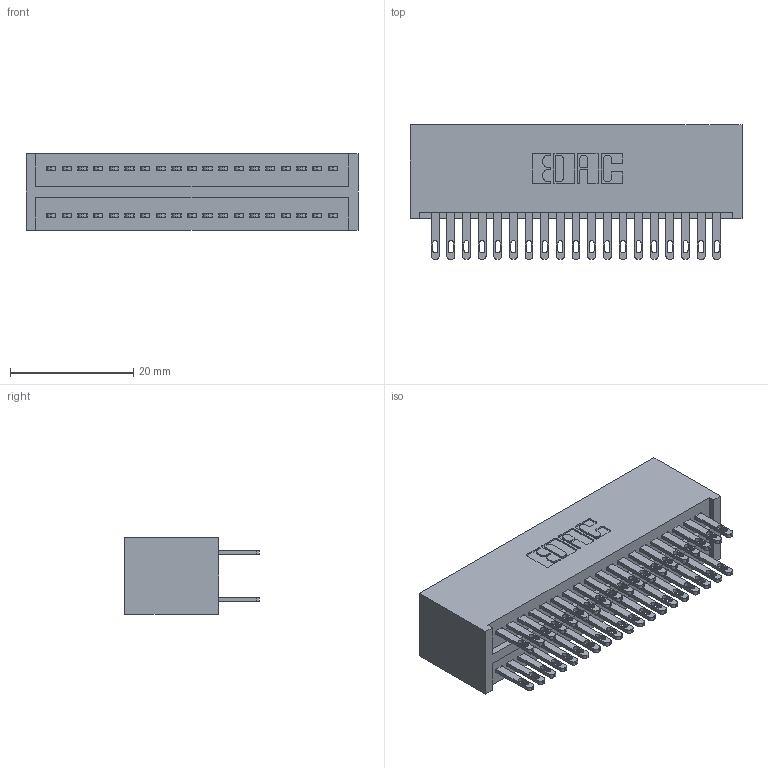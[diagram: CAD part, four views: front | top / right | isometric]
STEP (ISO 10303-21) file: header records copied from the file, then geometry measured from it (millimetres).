
FILE_DESCRIPTION (( 'STEP AP203' ), '1' );
FILE_NAME ('325-038-500-201.STEP', '2020-02-24T20:52:06', ( '' ), ( '' ), 'SwSTEP 2.0', 'SolidWorks 2016', '' );
FILE_SCHEMA (( 'CONFIG_CONTROL_DESIGN' ));
Length unit declared in the file: inch
Products named in the file (3): 325 Part_Lugless; 325-038-500-201; 325-292-001_325-293-100
Assembly tree (39 placements, depth 2):
  325-038-500-201
    325 Part_Lugless
    325-292-001_325-293-100  x38
Bounding box: 53.9 x 21.84 x 12.45 mm (x, y, z)
Volume: 7474 mm3; surface area: 9559.2 mm2
Topology: 39 solids, 39 shells, 1930 faces, 5873 edges, 3914 vertices
Faces by surface type: plane 1206, cylinder 724
Entity records: 14851 total; most frequent: CARTESIAN_POINT 2486, ORIENTED_EDGE 2422, DIRECTION 2159, EDGE_CURVE 1211, VECTOR 1087, LINE 1087, VERTEX_POINT 806, AXIS2_PLACEMENT_3D 536
